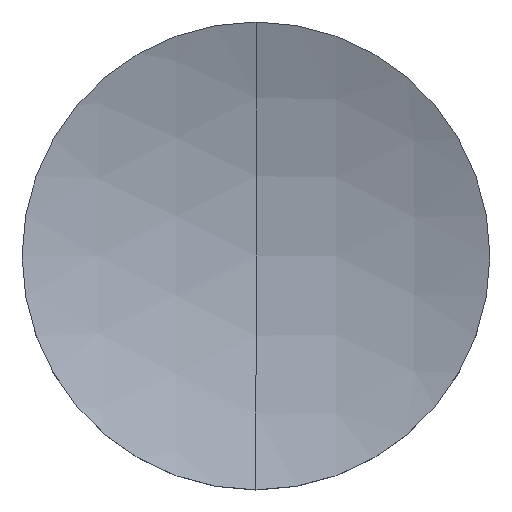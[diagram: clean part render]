
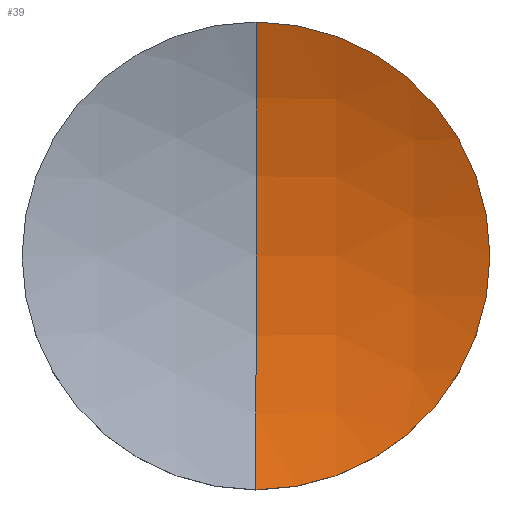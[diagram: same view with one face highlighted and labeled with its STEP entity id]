
A CAD part, top view. The second image highlights one B-rep face of the part: STEP entity #39.
In plain terms, the highlighted spherical face has radius 69 mm.
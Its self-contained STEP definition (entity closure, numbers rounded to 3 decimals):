
#3 = ORIENTED_EDGE ( 'NONE', *, *, #38, .T. ) ;
#4 = EDGE_CURVE ( 'NONE', #22, #49, #73, .T. ) ;
#5 = EDGE_CURVE ( 'NONE', #20, #22, #96, .T. ) ;
#6 = ORIENTED_EDGE ( 'NONE', *, *, #4, .T. ) ;
#8 = EDGE_LOOP ( 'NONE', ( #9, #21, #6, #3 ) ) ;
#9 = ORIENTED_EDGE ( 'NONE', *, *, #10, .F. ) ;
#10 = EDGE_CURVE ( 'NONE', #20, #24, #101, .T. ) ;
#20 = VERTEX_POINT ( 'NONE', #71 ) ;
#21 = ORIENTED_EDGE ( 'NONE', *, *, #5, .T. ) ;
#22 = VERTEX_POINT ( 'NONE', #70 ) ;
#24 = VERTEX_POINT ( 'NONE', #68 ) ;
#38 = EDGE_CURVE ( 'NONE', #49, #24, #117, .T. ) ;
#39 = ADVANCED_FACE ( 'NONE', ( #118 ), #112, .F. ) ;
#45 = DIRECTION ( 'NONE',  ( 0., -1., 0. ) ) ;
#46 = DIRECTION ( 'NONE',  ( -1., 0., 0. ) ) ;
#47 = CARTESIAN_POINT ( 'NONE',  ( 0., 0., 71. ) ) ;
#49 = VERTEX_POINT ( 'NONE', #136 ) ;
#55 = DIRECTION ( 'NONE',  ( 0., 0., -1. ) ) ;
#56 = DIRECTION ( 'NONE',  ( 1., 0., 0. ) ) ;
#57 = AXIS2_PLACEMENT_3D ( 'NONE', #97, #56, #55 ) ;
#68 = CARTESIAN_POINT ( 'NONE',  ( 0., 25.4, 6.845 ) ) ;
#70 = CARTESIAN_POINT ( 'NONE',  ( 0., -25.4, 6.845 ) ) ;
#71 = CARTESIAN_POINT ( 'NONE',  ( 0., 0., 2. ) ) ;
#73 = CIRCLE ( 'NONE', #121, 25.4 ) ;
#87 = CARTESIAN_POINT ( 'NONE',  ( 0., 0., 6.845 ) ) ;
#95 = AXIS2_PLACEMENT_3D ( 'NONE', #47, #46, #45 ) ;
#96 = CIRCLE ( 'NONE', #95, 69. ) ;
#97 = CARTESIAN_POINT ( 'NONE',  ( 0., 0., 71. ) ) ;
#98 = DIRECTION ( 'NONE',  ( 1., 0., 0. ) ) ;
#99 = DIRECTION ( 'NONE',  ( 0., 0., 1. ) ) ;
#100 = CARTESIAN_POINT ( 'NONE',  ( 0., 0., 6.845 ) ) ;
#101 = CIRCLE ( 'NONE', #57, 69. ) ;
#109 = DIRECTION ( 'NONE',  ( 0., 1., 0. ) ) ;
#110 = DIRECTION ( 'NONE',  ( -1., 0., 0. ) ) ;
#111 = AXIS2_PLACEMENT_3D ( 'NONE', #113, #110, #109 ) ;
#112 = SPHERICAL_SURFACE ( 'NONE', #111, 69. ) ;
#113 = CARTESIAN_POINT ( 'NONE',  ( 0., 0., 71. ) ) ;
#114 = DIRECTION ( 'NONE',  ( 1., 0., 0. ) ) ;
#115 = DIRECTION ( 'NONE',  ( 0., 0., 1. ) ) ;
#116 = AXIS2_PLACEMENT_3D ( 'NONE', #87, #115, #114 ) ;
#117 = CIRCLE ( 'NONE', #116, 25.4 ) ;
#118 = FACE_OUTER_BOUND ( 'NONE', #8, .T. ) ;
#121 = AXIS2_PLACEMENT_3D ( 'NONE', #100, #99, #98 ) ;
#136 = CARTESIAN_POINT ( 'NONE',  ( 25.4, 0., 6.845 ) ) ;
